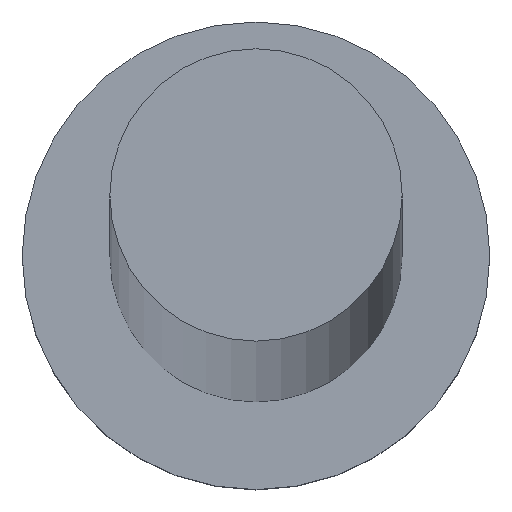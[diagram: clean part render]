
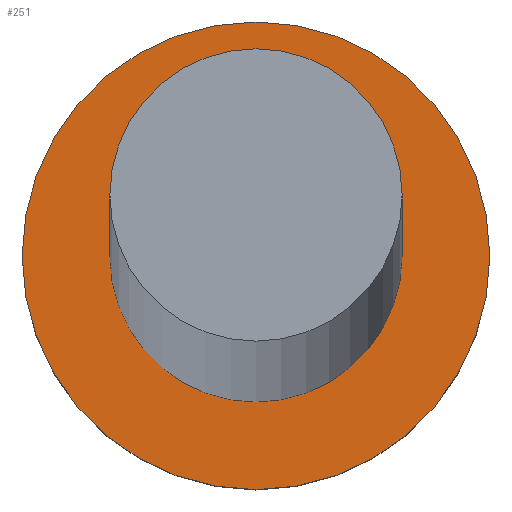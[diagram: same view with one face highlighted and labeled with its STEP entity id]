
A CAD part, top view. The second image highlights one B-rep face of the part: STEP entity #251.
In plain terms, the highlighted planar face has unit normal (0, 0, 1).
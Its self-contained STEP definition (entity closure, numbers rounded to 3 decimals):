
#1 = DIRECTION ( 'NONE',  ( 0., 0., 1. ) ) ;
#2 = DIRECTION ( 'NONE',  ( 1., 0., 0. ) ) ;
#5 = AXIS2_PLACEMENT_3D ( 'NONE', #235, #1, #142 ) ;
#6 = CARTESIAN_POINT ( 'NONE',  ( 0., 0., 6.5 ) ) ;
#13 = AXIS2_PLACEMENT_3D ( 'NONE', #217, #254, #2 ) ;
#15 = ORIENTED_EDGE ( 'NONE', *, *, #159, .T. ) ;
#18 = EDGE_LOOP ( 'NONE', ( #161, #207 ) ) ;
#26 = AXIS2_PLACEMENT_3D ( 'NONE', #6, #178, #160 ) ;
#43 = CARTESIAN_POINT ( 'NONE',  ( 5., 0., 6.5 ) ) ;
#49 = EDGE_CURVE ( 'NONE', #113, #116, #78, .T. ) ;
#56 = VERTEX_POINT ( 'NONE', #151 ) ;
#63 = CARTESIAN_POINT ( 'NONE',  ( 8., 0., 6.5 ) ) ;
#67 = CIRCLE ( 'NONE', #107, 8. ) ;
#74 = EDGE_CURVE ( 'NONE', #116, #113, #126, .T. ) ;
#78 = CIRCLE ( 'NONE', #5, 5. ) ;
#79 = DIRECTION ( 'NONE',  ( 0., 0., 1. ) ) ;
#83 = CARTESIAN_POINT ( 'NONE',  ( 0., 0., 6.5 ) ) ;
#85 = DIRECTION ( 'NONE',  ( 1., 0., 0. ) ) ;
#87 = FACE_BOUND ( 'NONE', #18, .T. ) ;
#89 = ORIENTED_EDGE ( 'NONE', *, *, #232, .T. ) ;
#107 = AXIS2_PLACEMENT_3D ( 'NONE', #83, #79, #139 ) ;
#113 = VERTEX_POINT ( 'NONE', #43 ) ;
#116 = VERTEX_POINT ( 'NONE', #152 ) ;
#117 = AXIS2_PLACEMENT_3D ( 'NONE', #212, #187, #85 ) ;
#126 = CIRCLE ( 'NONE', #13, 5. ) ;
#139 = DIRECTION ( 'NONE',  ( 1., 0., 0. ) ) ;
#142 = DIRECTION ( 'NONE',  ( 1., 0., 0. ) ) ;
#150 = VERTEX_POINT ( 'NONE', #63 ) ;
#151 = CARTESIAN_POINT ( 'NONE',  ( -8., 0., 6.5 ) ) ;
#152 = CARTESIAN_POINT ( 'NONE',  ( -5., 0., 6.5 ) ) ;
#155 = CIRCLE ( 'NONE', #117, 8. ) ;
#158 = PLANE ( 'NONE',  #26 ) ;
#159 = EDGE_CURVE ( 'NONE', #56, #150, #67, .T. ) ;
#160 = DIRECTION ( 'NONE',  ( 1., 0., 0. ) ) ;
#161 = ORIENTED_EDGE ( 'NONE', *, *, #74, .F. ) ;
#178 = DIRECTION ( 'NONE',  ( 0., 0., 1. ) ) ;
#187 = DIRECTION ( 'NONE',  ( 0., 0., 1. ) ) ;
#204 = EDGE_LOOP ( 'NONE', ( #15, #89 ) ) ;
#207 = ORIENTED_EDGE ( 'NONE', *, *, #49, .F. ) ;
#212 = CARTESIAN_POINT ( 'NONE',  ( 0., 0., 6.5 ) ) ;
#217 = CARTESIAN_POINT ( 'NONE',  ( 0., 0., 6.5 ) ) ;
#221 = FACE_OUTER_BOUND ( 'NONE', #204, .T. ) ;
#232 = EDGE_CURVE ( 'NONE', #150, #56, #155, .T. ) ;
#235 = CARTESIAN_POINT ( 'NONE',  ( 0., 0., 6.5 ) ) ;
#251 = ADVANCED_FACE ( 'NONE', ( #87, #221 ), #158, .T. ) ;
#254 = DIRECTION ( 'NONE',  ( 0., 0., 1. ) ) ;
